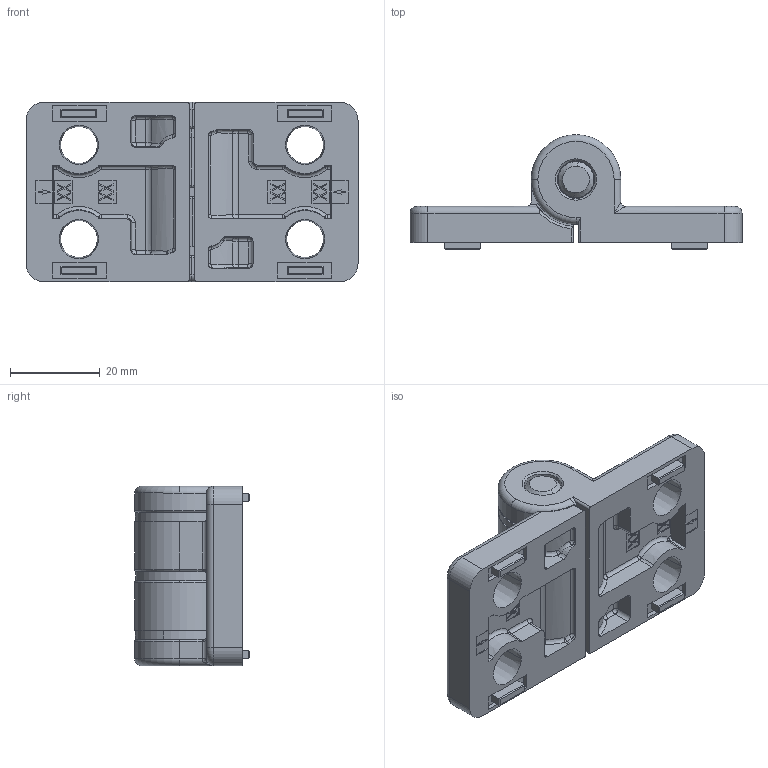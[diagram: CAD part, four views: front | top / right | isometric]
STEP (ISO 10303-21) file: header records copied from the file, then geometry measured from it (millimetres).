
FILE_DESCRIPTION (( 'STEP AP214' ), '1' );
FILE_NAME ('095z4040f08s.STEP', '2013-10-16T09:35:27', ( '' ), ( '' ), 'SwSTEP 2.0', 'SolidWorks 2012', '' );
FILE_SCHEMA (( 'AUTOMOTIVE_DESIGN' ));
Length unit declared in the file: millimetre
Products named in the file (4): 095z-01_095z.01; 095z-02_095Z.02; 095z40_095 z 45 f08 r; 095z4040f08s
Assembly tree (6 placements, depth 2):
  095z4040f08s
    095z40_095 z 45 f08 r  x2
    095z-02_095Z.02  x3
    095z-01_095z.01
Bounding box: 74 x 25.5 x 40 mm (x, y, z)
Volume: 28392.4 mm3; surface area: 16715.4 mm2
Topology: 6 solids, 6 shells, 514 faces, 1276 edges, 794 vertices
Faces by surface type: plane 266, cylinder 106, bspline 70, torus 40, cone 32
Entity records: 8554 total; most frequent: CARTESIAN_POINT 2309, ORIENTED_EDGE 1308, DIRECTION 1199, EDGE_CURVE 654, VERTEX_POINT 406, AXIS2_PLACEMENT_3D 400, VECTOR 399, LINE 399
